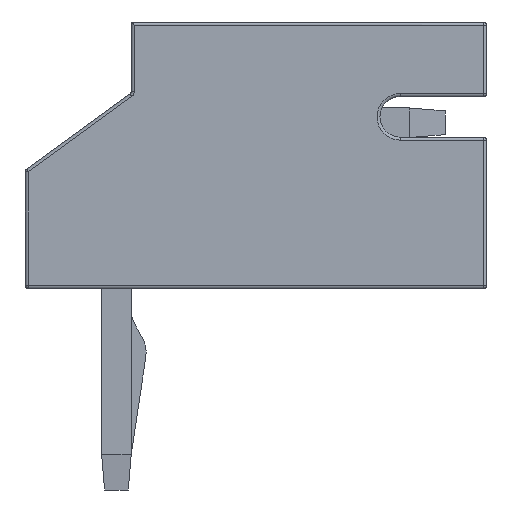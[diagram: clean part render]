
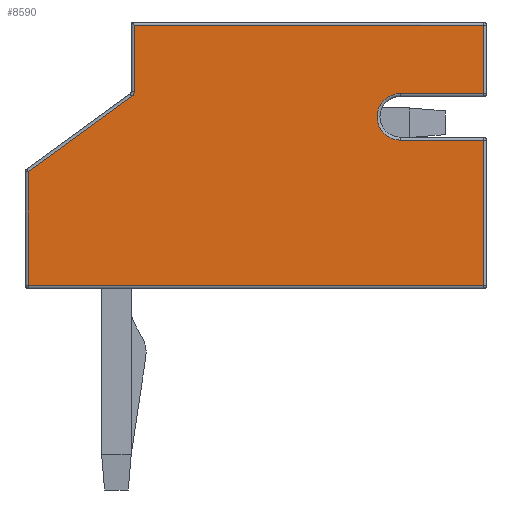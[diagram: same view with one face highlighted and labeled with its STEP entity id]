
A CAD part, left-side view. The second image highlights one B-rep face of the part: STEP entity #8590.
In plain terms, the highlighted planar face has unit normal (-1, 0, 0).
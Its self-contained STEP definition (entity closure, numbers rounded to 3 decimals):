
#661=PLANE('',#9167);
#965=FACE_OUTER_BOUND('',#1473,.T.);
#1473=EDGE_LOOP('',(#6005,#6006,#6007,#6008,#6009,#6010,#6011,#6012,#6013,
#6014,#6015));
#2013=LINE('',#12072,#2919);
#2014=LINE('',#12074,#2920);
#2015=LINE('',#12076,#2921);
#2016=LINE('',#12078,#2922);
#2017=LINE('',#12079,#2923);
#2018=LINE('',#12081,#2924);
#2019=LINE('',#12083,#2925);
#2020=LINE('',#12085,#2926);
#2021=LINE('',#12086,#2927);
#2919=VECTOR('',#9859,1.);
#2920=VECTOR('',#9860,1.);
#2921=VECTOR('',#9861,1.);
#2922=VECTOR('',#9862,1.);
#2923=VECTOR('',#9863,1.);
#2924=VECTOR('',#9864,1.);
#2925=VECTOR('',#9865,1.);
#2926=VECTOR('',#9866,1.);
#2927=VECTOR('',#9867,1.);
#3817=CIRCLE('',#9158,0.393);
#3823=CIRCLE('',#9168,0.1);
#3939=VERTEX_POINT('',#12033);
#3940=VERTEX_POINT('',#12035);
#3953=VERTEX_POINT('',#12068);
#3954=VERTEX_POINT('',#12069);
#3955=VERTEX_POINT('',#12071);
#3956=VERTEX_POINT('',#12073);
#3957=VERTEX_POINT('',#12075);
#3958=VERTEX_POINT('',#12077);
#3959=VERTEX_POINT('',#12080);
#3960=VERTEX_POINT('',#12082);
#3961=VERTEX_POINT('',#12084);
#4729=EDGE_CURVE('',#3940,#3939,#3817,.T.);
#4745=EDGE_CURVE('',#3953,#3954,#3823,.T.);
#4746=EDGE_CURVE('',#3953,#3955,#2013,.T.);
#4747=EDGE_CURVE('',#3955,#3956,#2014,.T.);
#4748=EDGE_CURVE('',#3956,#3957,#2015,.T.);
#4749=EDGE_CURVE('',#3957,#3958,#2016,.T.);
#4750=EDGE_CURVE('',#3958,#3940,#2017,.T.);
#4751=EDGE_CURVE('',#3939,#3959,#2018,.T.);
#4752=EDGE_CURVE('',#3959,#3960,#2019,.T.);
#4753=EDGE_CURVE('',#3960,#3961,#2020,.T.);
#4754=EDGE_CURVE('',#3961,#3954,#2021,.T.);
#6005=ORIENTED_EDGE('',*,*,#4745,.F.);
#6006=ORIENTED_EDGE('',*,*,#4746,.T.);
#6007=ORIENTED_EDGE('',*,*,#4747,.T.);
#6008=ORIENTED_EDGE('',*,*,#4748,.T.);
#6009=ORIENTED_EDGE('',*,*,#4749,.T.);
#6010=ORIENTED_EDGE('',*,*,#4750,.T.);
#6011=ORIENTED_EDGE('',*,*,#4729,.T.);
#6012=ORIENTED_EDGE('',*,*,#4751,.T.);
#6013=ORIENTED_EDGE('',*,*,#4752,.T.);
#6014=ORIENTED_EDGE('',*,*,#4753,.T.);
#6015=ORIENTED_EDGE('',*,*,#4754,.T.);
#8590=ADVANCED_FACE('',(#965),#661,.F.);
#9158=AXIS2_PLACEMENT_3D('',#12036,#9827,#9828);
#9167=AXIS2_PLACEMENT_3D('',#12067,#9855,#9856);
#9168=AXIS2_PLACEMENT_3D('',#12070,#9857,#9858);
#9827=DIRECTION('center_axis',(1.,0.,0.));
#9828=DIRECTION('ref_axis',(0.,1.,0.));
#9855=DIRECTION('center_axis',(1.,0.,0.));
#9856=DIRECTION('ref_axis',(0.,1.,0.));
#9857=DIRECTION('center_axis',(-1.,0.,0.));
#9858=DIRECTION('ref_axis',(0.,1.,0.));
#9859=DIRECTION('',(0.,0.809,-0.588));
#9860=DIRECTION('',(0.,0.,-1.));
#9861=DIRECTION('',(0.,-1.,0.));
#9862=DIRECTION('',(0.,0.,1.));
#9863=DIRECTION('',(0.,1.,0.));
#9864=DIRECTION('',(0.,-1.,0.));
#9865=DIRECTION('',(0.,0.,1.));
#9866=DIRECTION('',(0.,1.,0.));
#9867=DIRECTION('',(0.,0.,-1.));
#12033=CARTESIAN_POINT('',(-6.95,-4.786,3.192));
#12035=CARTESIAN_POINT('',(-6.95,-4.786,2.407));
#12036=CARTESIAN_POINT('Origin',(-6.95,-4.786,2.8));
#12067=CARTESIAN_POINT('Origin',(-6.95,-0.243,4.4));
#12068=CARTESIAN_POINT('',(-6.95,-0.252,3.145));
#12069=CARTESIAN_POINT('',(-6.95,-0.293,3.225));
#12070=CARTESIAN_POINT('Origin',(-6.95,-0.193,3.225));
#12071=CARTESIAN_POINT('',(-6.95,1.493,1.875));
#12072=CARTESIAN_POINT('',(-6.95,1.514,1.86));
#12073=CARTESIAN_POINT('',(-6.95,1.493,-0.05));
#12074=CARTESIAN_POINT('',(-6.95,1.493,4.4));
#12075=CARTESIAN_POINT('',(-6.95,-6.193,-0.05));
#12076=CARTESIAN_POINT('',(-6.95,-0.243,-0.05));
#12077=CARTESIAN_POINT('',(-6.95,-6.193,2.407));
#12078=CARTESIAN_POINT('',(-6.95,-6.193,4.4));
#12079=CARTESIAN_POINT('',(-6.95,-0.243,2.407));
#12080=CARTESIAN_POINT('',(-6.95,-6.193,3.192));
#12081=CARTESIAN_POINT('',(-6.95,-0.243,3.192));
#12082=CARTESIAN_POINT('',(-6.95,-6.193,4.35));
#12083=CARTESIAN_POINT('',(-6.95,-6.193,4.4));
#12084=CARTESIAN_POINT('',(-6.95,-0.293,4.35));
#12085=CARTESIAN_POINT('',(-6.95,-0.243,4.35));
#12086=CARTESIAN_POINT('',(-6.95,-0.293,4.4));
